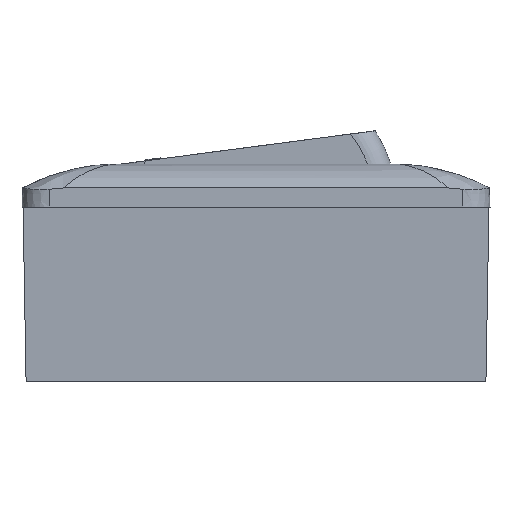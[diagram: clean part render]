
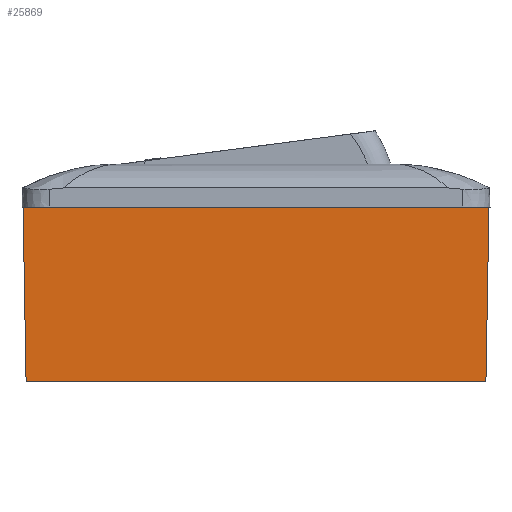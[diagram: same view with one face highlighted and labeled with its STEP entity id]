
A CAD part, left-side view. The second image highlights one B-rep face of the part: STEP entity #25869.
In plain terms, the highlighted planar face has unit normal (-1, 0, -0.018).
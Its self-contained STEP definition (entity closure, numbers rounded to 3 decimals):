
#82 = DIRECTION ( 'NONE',  ( -0.017, 0., 1. ) ) ;
#2275 = LINE ( 'NONE', #3756, #25936 ) ;
#3756 = CARTESIAN_POINT ( 'NONE',  ( -42.224, 42.224, -1.474 ) ) ;
#5674 = AXIS2_PLACEMENT_3D ( 'NONE', #18906, #16609, #82 ) ;
#5720 = EDGE_CURVE ( 'NONE', #21431, #22642, #20738, .T. ) ;
#7642 = LINE ( 'NONE', #26781, #19111 ) ;
#8998 = CARTESIAN_POINT ( 'NONE',  ( -42.809, -42.25, 32. ) ) ;
#9707 = CARTESIAN_POINT ( 'NONE',  ( -42.25, 42.25, 0. ) ) ;
#10169 = FACE_OUTER_BOUND ( 'NONE', #19742, .T. ) ;
#10756 = ORIENTED_EDGE ( 'NONE', *, *, #18774, .F. ) ;
#12829 = DIRECTION ( 'NONE',  ( 0.017, -0.017, -1. ) ) ;
#13115 = ORIENTED_EDGE ( 'NONE', *, *, #14269, .T. ) ;
#14269 = EDGE_CURVE ( 'NONE', #16691, #21431, #2275, .T. ) ;
#16285 = ORIENTED_EDGE ( 'NONE', *, *, #5720, .T. ) ;
#16609 = DIRECTION ( 'NONE',  ( -1., 0., -0.017 ) ) ;
#16691 = VERTEX_POINT ( 'NONE', #25728 ) ;
#17419 = CARTESIAN_POINT ( 'NONE',  ( -42.25, -42.25, 0. ) ) ;
#18493 = CARTESIAN_POINT ( 'NONE',  ( -42.809, -42.809, 32. ) ) ;
#18774 = EDGE_CURVE ( 'NONE', #27693, #22642, #7642, .T. ) ;
#18779 = VECTOR ( 'NONE', #30270, 1000. ) ;
#18906 = CARTESIAN_POINT ( 'NONE',  ( -42.25, -42.25, 0. ) ) ;
#19111 = VECTOR ( 'NONE', #19523, 1000. ) ;
#19523 = DIRECTION ( 'NONE',  ( 0.017, 0.017, -1. ) ) ;
#19742 = EDGE_LOOP ( 'NONE', ( #16285, #10756, #29787, #13115 ) ) ;
#20097 = DIRECTION ( 'NONE',  ( 0., -1., 0. ) ) ;
#20738 = LINE ( 'NONE', #29795, #26300 ) ;
#21431 = VERTEX_POINT ( 'NONE', #9707 ) ;
#22642 = VERTEX_POINT ( 'NONE', #17419 ) ;
#23165 = EDGE_CURVE ( 'NONE', #16691, #27693, #25816, .T. ) ;
#25728 = CARTESIAN_POINT ( 'NONE',  ( -42.809, 42.809, 32. ) ) ;
#25816 = LINE ( 'NONE', #8998, #18779 ) ;
#25869 = ADVANCED_FACE ( 'NONE', ( #10169 ), #28297, .T. ) ;
#25936 = VECTOR ( 'NONE', #12829, 1000. ) ;
#26300 = VECTOR ( 'NONE', #20097, 1000. ) ;
#26781 = CARTESIAN_POINT ( 'NONE',  ( -42.224, -42.224, -1.474 ) ) ;
#27693 = VERTEX_POINT ( 'NONE', #18493 ) ;
#28297 = PLANE ( 'NONE',  #5674 ) ;
#29787 = ORIENTED_EDGE ( 'NONE', *, *, #23165, .F. ) ;
#29795 = CARTESIAN_POINT ( 'NONE',  ( -42.25, -42.25, 0. ) ) ;
#30270 = DIRECTION ( 'NONE',  ( 0., -1., 0. ) ) ;
